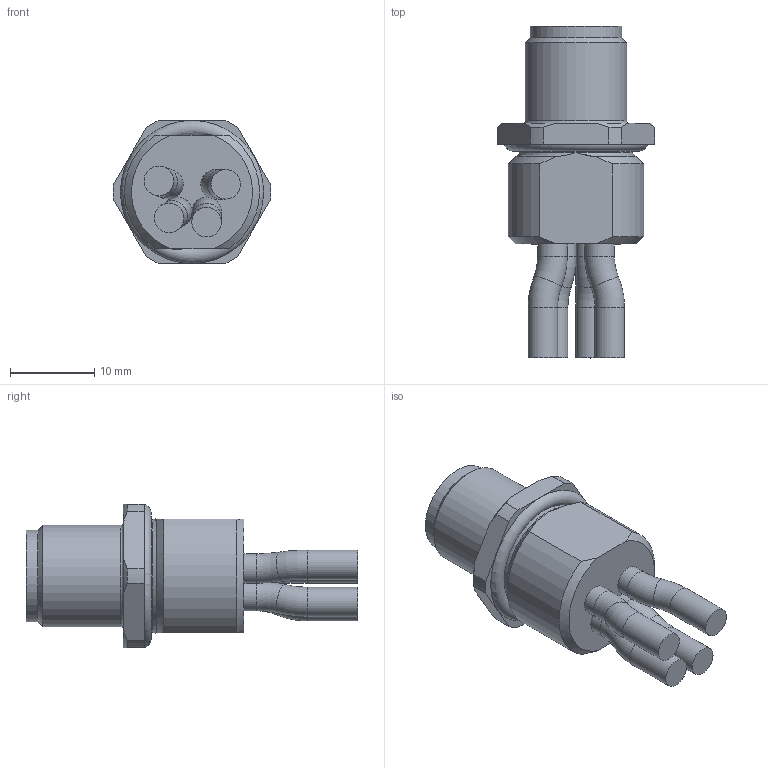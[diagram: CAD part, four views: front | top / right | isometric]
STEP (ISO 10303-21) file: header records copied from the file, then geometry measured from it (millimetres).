
FILE_DESCRIPTION(/* description */ (''),/* implementation_level */ '2;1');
FILE_NAME(/* name */ 'PL-FVM12SU4-m_M16.stp',/* time_stamp */ '2019-02-04T08:36:55+01:00',/* author */ ('ESCHA GmbH & Co. KG'),/* organization */ ('ESCHA GmbH & Co. KG'),/* preprocessor_version */ 'ST-DEVELOPER v16',/* originating_system */ 'SIEMENS PLM Software NX 10.0',/* authorisation */ '');
FILE_SCHEMA (('AUTOMOTIVE_DESIGN { 1 0 10303 214 3 1 1 1 }'));
Length unit declared in the file: millimetre
Products named in the file (1): 5030480__Flanschgehaeuse_part_327379
Bounding box: 18.69 x 39.3 x 17 mm (x, y, z)
Volume: 4167.6 mm3; surface area: 2734.6 mm2
Topology: 1 solids, 1 shells, 229 faces, 589 edges, 367 vertices
Faces by surface type: plane 97, cylinder 58, extrusion 25, torus 19, cone 13, bspline 13, sphere 4
Full cylindrical faces by diameter (mm): 1.5 x4, 3.5 x4, 8.9 x1, 10.8 x1, 12 x1, 13.5 x1
Entity records: 7393 total; most frequent: CARTESIAN_POINT 2320, ORIENTED_EDGE 1066, DIRECTION 944, EDGE_CURVE 533, VERTEX_POINT 349, AXIS2_PLACEMENT_3D 338, EDGE_LOOP 272, VECTOR 268
